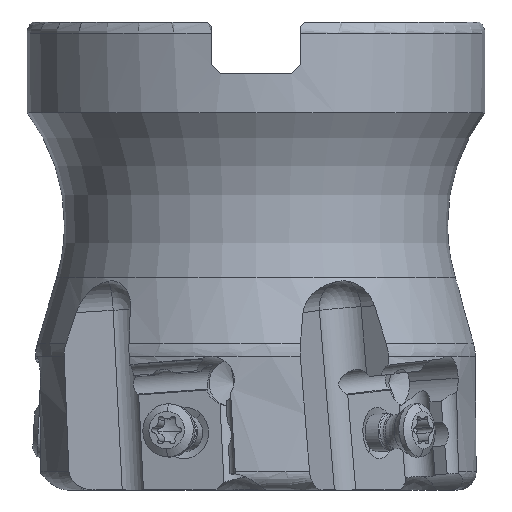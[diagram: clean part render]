
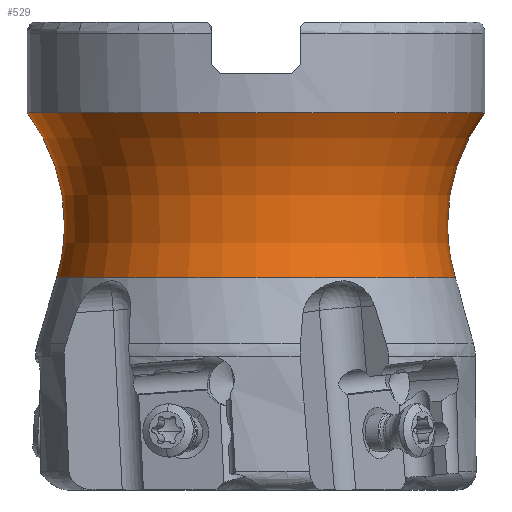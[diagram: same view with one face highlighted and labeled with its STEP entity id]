
A CAD part, front view. The second image highlights one B-rep face of the part: STEP entity #529.
In plain terms, the highlighted toroidal (fillet/blend) face has major radius 40.51 mm and minor radius 20 mm.
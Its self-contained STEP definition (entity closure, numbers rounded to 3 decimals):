
#325=TOROIDAL_SURFACE('',#8446,40.51,20.);
#529=ADVANCED_FACE('',(#1140),#325,.F.);
#1140=FACE_OUTER_BOUND('',#1575,.T.);
#1575=EDGE_LOOP('',(#4108,#4109,#4110,#4111,#4112,#4113));
#4108=ORIENTED_EDGE('',*,*,#6725,.F.);
#4109=ORIENTED_EDGE('',*,*,#6851,.T.);
#4110=ORIENTED_EDGE('',*,*,#6852,.T.);
#4111=ORIENTED_EDGE('',*,*,#6227,.F.);
#4112=ORIENTED_EDGE('',*,*,#6853,.T.);
#4113=ORIENTED_EDGE('',*,*,#6854,.T.);
#5415=VERTEX_POINT('',#11302);
#5416=VERTEX_POINT('',#11304);
#5750=VERTEX_POINT('',#14475);
#5751=VERTEX_POINT('',#14477);
#5855=VERTEX_POINT('',#15868);
#5856=VERTEX_POINT('',#15871);
#6227=EDGE_CURVE('',#5416,#5415,#7442,.T.);
#6725=EDGE_CURVE('',#5751,#5750,#7604,.T.);
#6851=EDGE_CURVE('',#5751,#5855,#7626,.T.);
#6852=EDGE_CURVE('',#5855,#5415,#7627,.T.);
#6853=EDGE_CURVE('',#5416,#5856,#7628,.T.);
#6854=EDGE_CURVE('',#5856,#5750,#7629,.T.);
#7442=CIRCLE('',#8064,24.51);
#7604=CIRCLE('',#8362,21.338);
#7626=CIRCLE('',#8442,20.);
#7627=CIRCLE('',#8443,20.);
#7628=CIRCLE('',#8444,20.);
#7629=CIRCLE('',#8445,20.);
#8064=AXIS2_PLACEMENT_3D('',#11307,#9043,#9044);
#8362=AXIS2_PLACEMENT_3D('',#14854,#9785,#9786);
#8442=AXIS2_PLACEMENT_3D('',#15867,#9997,#9998);
#8443=AXIS2_PLACEMENT_3D('',#15869,#9999,#10000);
#8444=AXIS2_PLACEMENT_3D('',#15870,#10001,#10002);
#8445=AXIS2_PLACEMENT_3D('',#15872,#10003,#10004);
#8446=AXIS2_PLACEMENT_3D('',#15873,#10005,#10006);
#9043=DIRECTION('',(0.,0.,1.));
#9044=DIRECTION('',(-1.,0.,0.));
#9785=DIRECTION('',(0.,0.,-1.));
#9786=DIRECTION('',(1.,0.,0.));
#9997=DIRECTION('',(0.,1.,0.));
#9998=DIRECTION('',(-0.959,0.,-0.285));
#9999=DIRECTION('',(0.,1.,0.));
#10000=DIRECTION('',(-1.,0.,0.));
#10001=DIRECTION('',(0.,1.,0.));
#10002=DIRECTION('',(0.8,0.,0.6));
#10003=DIRECTION('',(0.,1.,0.));
#10004=DIRECTION('',(1.,0.,0.));
#10005=DIRECTION('',(0.,0.,-1.));
#10006=DIRECTION('',(-1.,0.,0.));
#11302=CARTESIAN_POINT('',(24.51,0.,-9.7));
#11304=CARTESIAN_POINT('',(-24.51,0.,-9.7));
#11307=CARTESIAN_POINT('',(0.,0.,-9.7));
#14475=CARTESIAN_POINT('',(-21.338,0.,-27.396));
#14477=CARTESIAN_POINT('',(21.338,0.,-27.396));
#14854=CARTESIAN_POINT('',(0.,0.,-27.396));
#15867=CARTESIAN_POINT('',(40.51,0.,-21.7));
#15868=CARTESIAN_POINT('',(20.51,0.,-21.7));
#15869=CARTESIAN_POINT('',(40.51,0.,-21.7));
#15870=CARTESIAN_POINT('',(-40.51,0.,-21.7));
#15871=CARTESIAN_POINT('',(-20.51,0.,-21.7));
#15872=CARTESIAN_POINT('',(-40.51,0.,-21.7));
#15873=CARTESIAN_POINT('',(0.,0.,-21.7));
